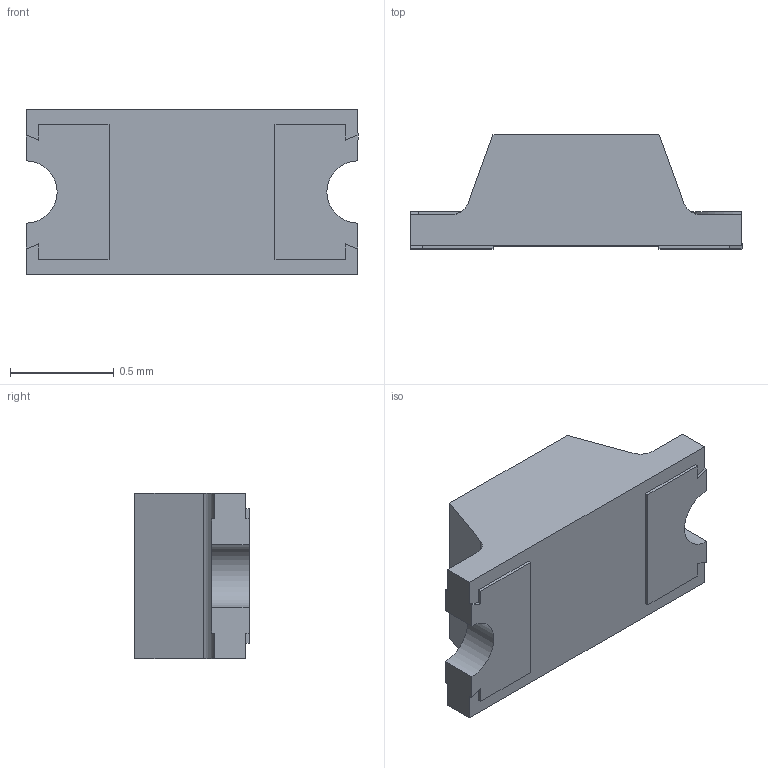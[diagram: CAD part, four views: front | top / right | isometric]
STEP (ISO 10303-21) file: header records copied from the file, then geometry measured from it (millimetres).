
FILE_DESCRIPTION (( 'STEP AP214' ), '1' );
FILE_NAME ('SML-D14VWT86A.STEP', '2021-05-07T13:52:56', ( '' ), ( '' ), 'SwSTEP 2.0', 'SolidWorks 2018', '' );
FILE_SCHEMA (( 'AUTOMOTIVE_DESIGN' ));
Length unit declared in the file: millimetre
Products named in the file (1): SML-D14VWT86A
Bounding box: 1.6 x 0.55 x 0.8 mm (x, y, z)
Volume: 0.5 mm3; surface area: 4.4 mm2
Topology: 1 solids, 1 shells, 42 faces, 120 edges, 80 vertices
Faces by surface type: plane 36, cylinder 6
Entity records: 1680 total; most frequent: CARTESIAN_POINT 249, ORIENTED_EDGE 240, DIRECTION 218, EDGE_CURVE 120, VECTOR 104, LINE 104, VERTEX_POINT 80, AXIS2_PLACEMENT_3D 57
